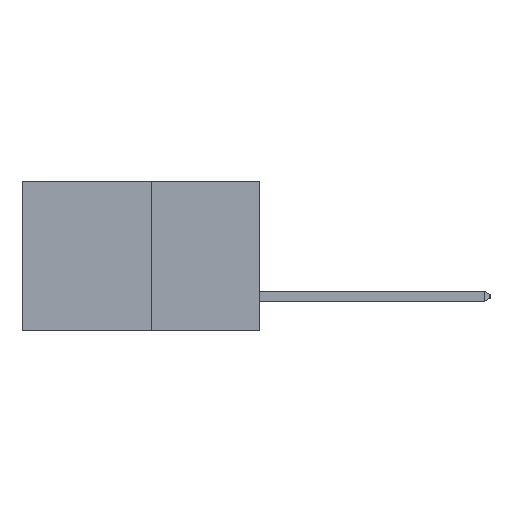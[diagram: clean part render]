
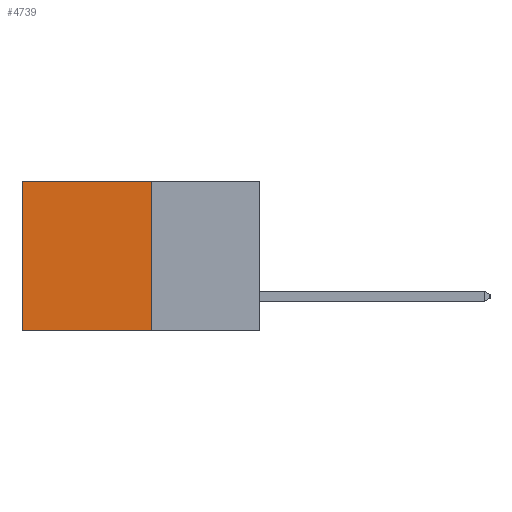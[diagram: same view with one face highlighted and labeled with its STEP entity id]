
A CAD part, left-side view. The second image highlights one B-rep face of the part: STEP entity #4739.
In plain terms, the highlighted planar face has unit normal (-1, 0, 0).
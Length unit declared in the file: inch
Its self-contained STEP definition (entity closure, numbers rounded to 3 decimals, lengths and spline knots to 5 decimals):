
#435 = VERTEX_POINT ( 'NONE', #5668 ) ;
#1448 = EDGE_LOOP ( 'NONE', ( #7057, #7101, #7205, #7250 ) ) ;
#1863 = CARTESIAN_POINT ( 'NONE',  ( 0.277, 0.27, -0.37 ) ) ;
#2183 = LINE ( 'NONE', #7655, #6350 ) ;
#3059 = DIRECTION ( 'NONE',  ( 1., 0., 0. ) ) ;
#3123 = CARTESIAN_POINT ( 'NONE',  ( 0.277, 0.27, -0.37 ) ) ;
#3639 = DIRECTION ( 'NONE',  ( 0., 0., -1. ) ) ;
#3908 = VECTOR ( 'NONE', #10013, 39.37008 ) ;
#4403 = EDGE_CURVE ( 'NONE', #6090, #435, #7732, .T. ) ;
#4739 = ADVANCED_FACE ( 'NONE', ( #10954 ), #6913, .F. ) ;
#4786 = VERTEX_POINT ( 'NONE', #6685 ) ;
#4821 = VERTEX_POINT ( 'NONE', #1863 ) ;
#4981 = CARTESIAN_POINT ( 'NONE',  ( 0.277, 0.27, -0.37 ) ) ;
#5430 = VECTOR ( 'NONE', #7475, 39.37008 ) ;
#5472 = VECTOR ( 'NONE', #3639, 39.37008 ) ;
#5668 = CARTESIAN_POINT ( 'NONE',  ( 0.277, 0.59, -0.37 ) ) ;
#6090 = VERTEX_POINT ( 'NONE', #9888 ) ;
#6163 = EDGE_CURVE ( 'NONE', #4786, #4821, #7689, .T. ) ;
#6185 = LINE ( 'NONE', #4981, #3908 ) ;
#6304 = EDGE_CURVE ( 'NONE', #4786, #6090, #2183, .T. ) ;
#6350 = VECTOR ( 'NONE', #8491, 39.37008 ) ;
#6685 = CARTESIAN_POINT ( 'NONE',  ( 0.277, 0.27, 0. ) ) ;
#6913 = PLANE ( 'NONE',  #7259 ) ;
#7057 = ORIENTED_EDGE ( 'NONE', *, *, #4403, .T. ) ;
#7101 = ORIENTED_EDGE ( 'NONE', *, *, #8044, .F. ) ;
#7205 = ORIENTED_EDGE ( 'NONE', *, *, #6163, .F. ) ;
#7250 = ORIENTED_EDGE ( 'NONE', *, *, #6304, .T. ) ;
#7259 = AXIS2_PLACEMENT_3D ( 'NONE', #9050, #3059, #11163 ) ;
#7475 = DIRECTION ( 'NONE',  ( 0., 0., -1. ) ) ;
#7655 = CARTESIAN_POINT ( 'NONE',  ( 0.277, 0.27, 0. ) ) ;
#7689 = LINE ( 'NONE', #3123, #5430 ) ;
#7732 = LINE ( 'NONE', #9049, #5472 ) ;
#8044 = EDGE_CURVE ( 'NONE', #4821, #435, #6185, .T. ) ;
#8491 = DIRECTION ( 'NONE',  ( 0., 1., 0. ) ) ;
#9049 = CARTESIAN_POINT ( 'NONE',  ( 0.277, 0.59, -0.37 ) ) ;
#9050 = CARTESIAN_POINT ( 'NONE',  ( 0.277, 0.27, -0.37 ) ) ;
#9888 = CARTESIAN_POINT ( 'NONE',  ( 0.277, 0.59, 0. ) ) ;
#10013 = DIRECTION ( 'NONE',  ( 0., 1., 0. ) ) ;
#10954 = FACE_OUTER_BOUND ( 'NONE', #1448, .T. ) ;
#11163 = DIRECTION ( 'NONE',  ( 0., 0., -1. ) ) ;
